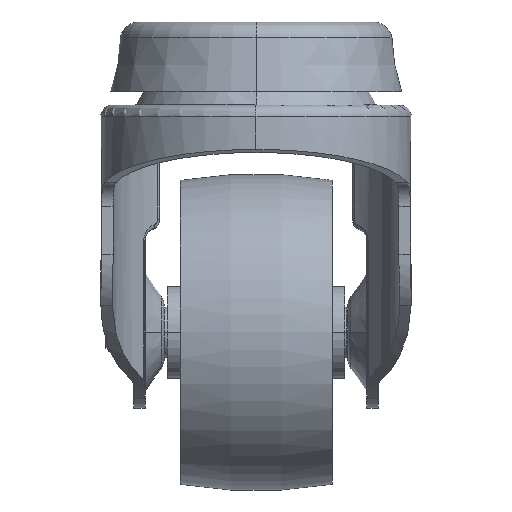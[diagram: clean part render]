
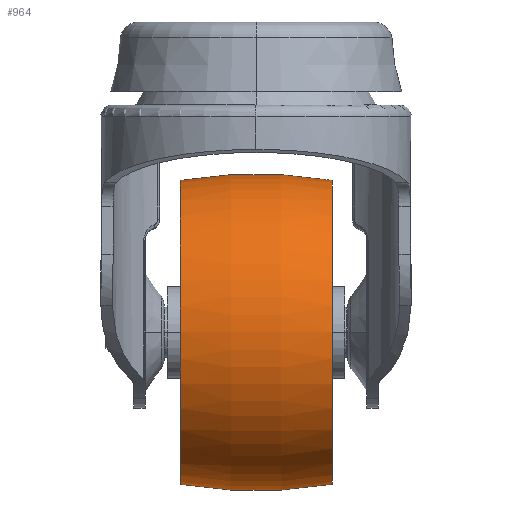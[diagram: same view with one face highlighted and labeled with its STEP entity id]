
A CAD part, left-side view. The second image highlights one B-rep face of the part: STEP entity #964.
In plain terms, the highlighted toroidal (fillet/blend) face has major radius 47.5 mm and minor radius 72.5 mm.
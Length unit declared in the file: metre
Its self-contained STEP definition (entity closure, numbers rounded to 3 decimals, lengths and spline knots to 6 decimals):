
#964=ADVANCED_FACE('',(#1579),#1580,.T.);
#1579=FACE_OUTER_BOUND('',#5726,.T.);
#1580=TOROIDAL_SURFACE('',#5727,-0.0475,0.0725);
#5726=EDGE_LOOP('',(#14632,#14633,#14634,#14635,#14636,#14637));
#5727=AXIS2_PLACEMENT_3D('',#14638,#14639,#14640);
#14632=ORIENTED_EDGE('',*,*,#16754,.F.);
#14633=ORIENTED_EDGE('',*,*,#16755,.T.);
#14634=ORIENTED_EDGE('',*,*,#16756,.T.);
#14635=ORIENTED_EDGE('',*,*,#16757,.F.);
#14636=ORIENTED_EDGE('',*,*,#16758,.F.);
#14637=ORIENTED_EDGE('',*,*,#16759,.F.);
#14638=CARTESIAN_POINT('',(0.,0.,0.0));
#14639=DIRECTION('',(0.,1.0,0.0));
#14640=DIRECTION('',(0.0,0.0,-1.0));
#16754=EDGE_CURVE('',#17949,#17950,#17951,.T.);
#16755=EDGE_CURVE('',#17949,#17952,#17953,.T.);
#16756=EDGE_CURVE('',#17952,#17954,#17955,.T.);
#16757=EDGE_CURVE('',#17956,#17954,#17957,.T.);
#16758=EDGE_CURVE('',#17958,#17956,#17959,.T.);
#16759=EDGE_CURVE('',#17950,#17958,#17960,.T.);
#17949=VERTEX_POINT('',#20574);
#17950=VERTEX_POINT('',#20575);
#17951=CIRCLE('',#20576,0.0725);
#17952=VERTEX_POINT('',#20577);
#17953=CIRCLE('',#20578,0.024);
#17954=VERTEX_POINT('',#20579);
#17955=CIRCLE('',#20580,0.024);
#17956=VERTEX_POINT('',#20581);
#17957=CIRCLE('',#20582,0.0725);
#17958=VERTEX_POINT('',#20583);
#17959=CIRCLE('',#20584,0.024);
#17960=CIRCLE('',#20585,0.024);
#20574=CARTESIAN_POINT('',(0.,-0.012,-0.024));
#20575=CARTESIAN_POINT('',(0.,0.012,-0.024));
#20576=AXIS2_PLACEMENT_3D('',#31426,#31427,#31428);
#20577=CARTESIAN_POINT('',(-0.024,-0.012,0.0));
#20578=AXIS2_PLACEMENT_3D('',#31429,#31430,#31431);
#20579=CARTESIAN_POINT('',(0.,-0.012,0.024));
#20580=AXIS2_PLACEMENT_3D('',#31432,#31433,#31434);
#20581=CARTESIAN_POINT('',(0.,0.012,0.024));
#20582=AXIS2_PLACEMENT_3D('',#31435,#31436,#31437);
#20583=CARTESIAN_POINT('',(-0.024,0.012,0.0));
#20584=AXIS2_PLACEMENT_3D('',#31438,#31439,#31440);
#20585=AXIS2_PLACEMENT_3D('',#31441,#31442,#31443);
#31426=CARTESIAN_POINT('',(0.,0.,0.0475));
#31427=DIRECTION('',(1.0,0.,0.));
#31428=DIRECTION('',(0.,0.,-1.0));
#31429=CARTESIAN_POINT('',(0.,-0.012,0.0));
#31430=DIRECTION('',(0.,1.0,0.0));
#31431=DIRECTION('',(-1.0,0.,0.0));
#31432=CARTESIAN_POINT('',(0.,-0.012,0.0));
#31433=DIRECTION('',(0.,1.0,0.0));
#31434=DIRECTION('',(-1.0,0.,0.0));
#31435=CARTESIAN_POINT('',(0.,0.,-0.0475));
#31436=DIRECTION('',(1.0,0.,0.));
#31437=DIRECTION('',(0.,0.,1.0));
#31438=CARTESIAN_POINT('',(0.,0.012,0.0));
#31439=DIRECTION('',(0.,1.0,0.0));
#31440=DIRECTION('',(-1.0,0.,0.0));
#31441=CARTESIAN_POINT('',(0.,0.012,0.0));
#31442=DIRECTION('',(0.,1.0,0.0));
#31443=DIRECTION('',(-1.0,0.,0.0));
